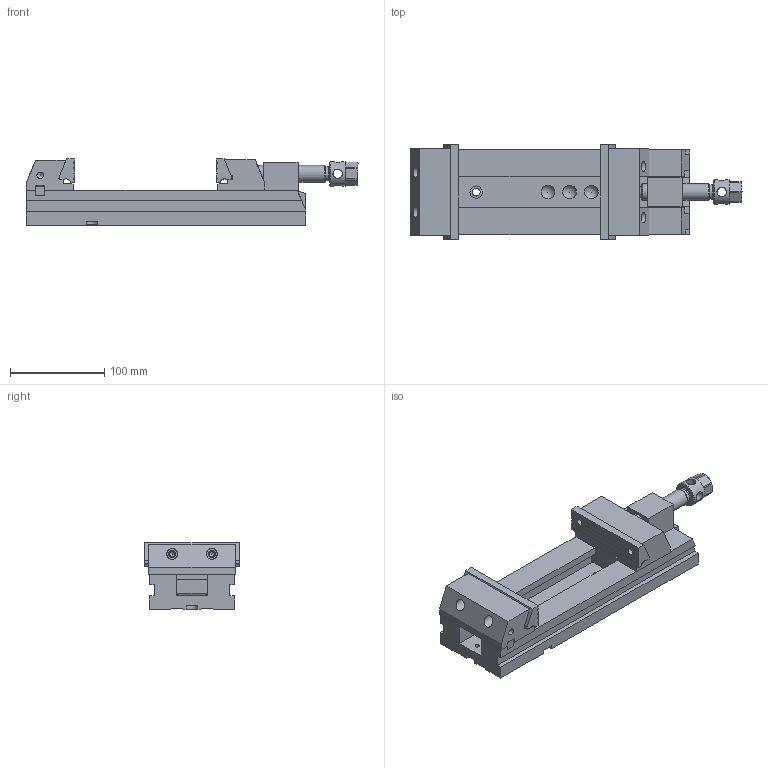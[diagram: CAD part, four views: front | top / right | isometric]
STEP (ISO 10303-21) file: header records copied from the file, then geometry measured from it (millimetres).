
FILE_DESCRIPTION(/* description */ (''),/* implementation_level */ '2;1');
FILE_NAME(/* name */ '30_100GL_Mordaza.stp',/* time_stamp */ '2013-07-11T08:56:59+02:00',/* author */ (''),/* organization */ (''),/* preprocessor_version */ 'ST-DEVELOPER v11',/* originating_system */ 'SIEMENS PLM Software NX 7.5',/* authorisation */ '');
FILE_SCHEMA (('AUTOMOTIVE_DESIGN { 1 0 10303 214 1 1 1 1 }'));
Length unit declared in the file: millimetre
Products named in the file (1): 30_100GL_Mordaza
Bounding box: 351.46 x 100 x 70.5 mm (x, y, z)
Volume: 1003320.4 mm3; surface area: 210099.3 mm2
Topology: 11 solids, 11 shells, 405 faces, 1105 edges, 728 vertices
Faces by surface type: plane 258, cylinder 108, cone 26, sphere 8, torus 4, bspline 1
Full cylindrical faces by diameter (mm): 4.351 x5, 5.188 x4, 6.5 x4, 6.985 x8, 7.5 x4, 8.4 x2, 8.5 x2, 10 x4, 10.5 x1, 10.579 x2, 11.5 x4, 13 x6, 13.5 x2, 14.5 x1, 15 x1, 16 x1, 16.188 x1, 17.732 x1, 19 x2, 26 x1
Entity records: 15216 total; most frequent: CARTESIAN_POINT 2599, DIRECTION 1954, ORIENTED_EDGE 1892, EDGE_CURVE 946, VERTEX_POINT 678, LINE 662, VECTOR 662, AXIS2_PLACEMENT_3D 646
